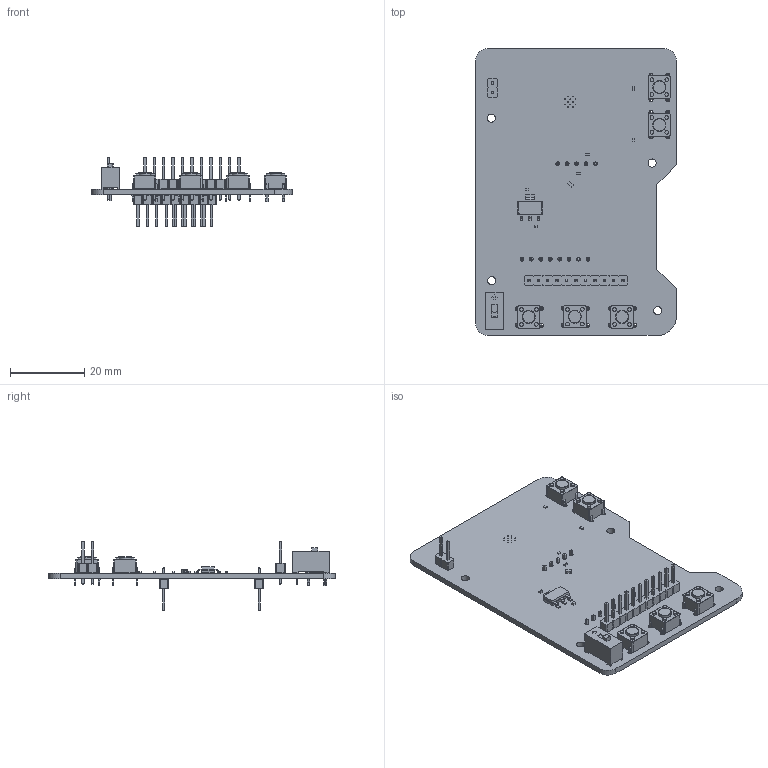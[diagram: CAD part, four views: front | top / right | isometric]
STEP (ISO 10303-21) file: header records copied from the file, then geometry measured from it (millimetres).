
FILE_DESCRIPTION(('KiCad electronic assembly'),'2;1');
FILE_NAME('IRview.step','2025-07-24T23:28:37',('Pcbnew'),('Kicad'), 'Open CASCADE STEP processor 7.9','KiCad to STEP converter','Unknown' );
FILE_SCHEMA(('AUTOMOTIVE_DESIGN { 1 0 10303 214 1 1 1 1 }'));
Length unit declared in the file: millimetre
Products named in the file (13): IRview 1; SW_DIP_SPSTx01_Slide_9.78x4.72mm_W7.62mm_P2.54mm; PinHeader_1x02_P2.54mm_Vertical; R_0402_1005Metric; SW_PUSH_6mm; SOT-223; SW_PUSH_6mm_H4.3mm; C_0402_1005Metric; PinHeader_1x11_P2.54mm_Vertical; C_0603_1608Metric; PinHeader_1x05_P2.54mm_Vertical; PinHeader_1x08_P2.54mm_Vertical; IRview_PCB
Assembly tree (19 placements, depth 2):
  IRview 1
    SW_DIP_SPSTx01_Slide_9.78x4.72mm_W7.62mm_P2.54mm
    PinHeader_1x02_P2.54mm_Vertical
    R_0402_1005Metric  x4
    SW_PUSH_6mm  x3
    SOT-223
    SW_PUSH_6mm_H4.3mm  x2
    C_0402_1005Metric  x2
    PinHeader_1x11_P2.54mm_Vertical
    C_0603_1608Metric
    PinHeader_1x05_P2.54mm_Vertical
    PinHeader_1x08_P2.54mm_Vertical
    IRview_PCB
Bounding box: 54 x 77.2 x 18.76 mm (x, y, z)
Volume: 7485.3 mm3; surface area: 11320.7 mm2
Topology: 19 solids, 19 shells, 1555 faces, 3962 edges, 2533 vertices
Faces by surface type: plane 1183, cylinder 359, bspline 8, torus 5
Full cylindrical faces by diameter (mm): 0.2 x12, 0.8 x2, 1 x46, 1.1 x20, 2.2 x4, 3.5 x5
Entity records: 41346 total; most frequent: CARTESIAN_POINT 5861, ORIENTED_EDGE 5709, DIRECTION 5532, EDGE_CURVE 2855, LINE 2446, VECTOR 2446, VERTEX_POINT 1816, AXIS2_PLACEMENT_3D 1543
